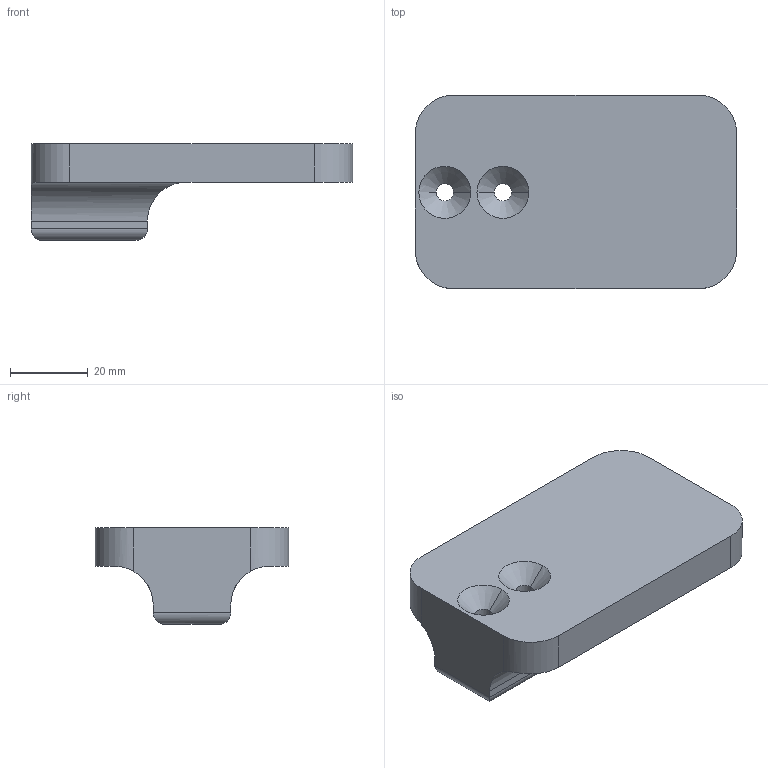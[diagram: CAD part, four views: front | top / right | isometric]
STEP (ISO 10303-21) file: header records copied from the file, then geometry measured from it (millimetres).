
FILE_DESCRIPTION (( 'STEP AP203' ), '1' );
FILE_NAME ('Test Setup.STEP', '2025-12-13T23:18:45', ( '' ), ( '' ), 'SwSTEP 2.0', 'SolidWorks 2024', '' );
FILE_SCHEMA (( 'CONFIG_CONTROL_DESIGN' ));
Length unit declared in the file: millimetre
Products named in the file (1): Test Setup
Bounding box: 83 x 50 x 25 mm (x, y, z)
Volume: 50107.1 mm3; surface area: 12331.7 mm2
Topology: 1 solids, 1 shells, 29 faces, 71 edges, 44 vertices
Faces by surface type: cylinder 15, plane 10, cone 4
Entity records: 950 total; most frequent: CARTESIAN_POINT 185, DIRECTION 145, ORIENTED_EDGE 142, EDGE_CURVE 71, AXIS2_PLACEMENT_3D 52, VERTEX_POINT 44, VECTOR 41, LINE 41
